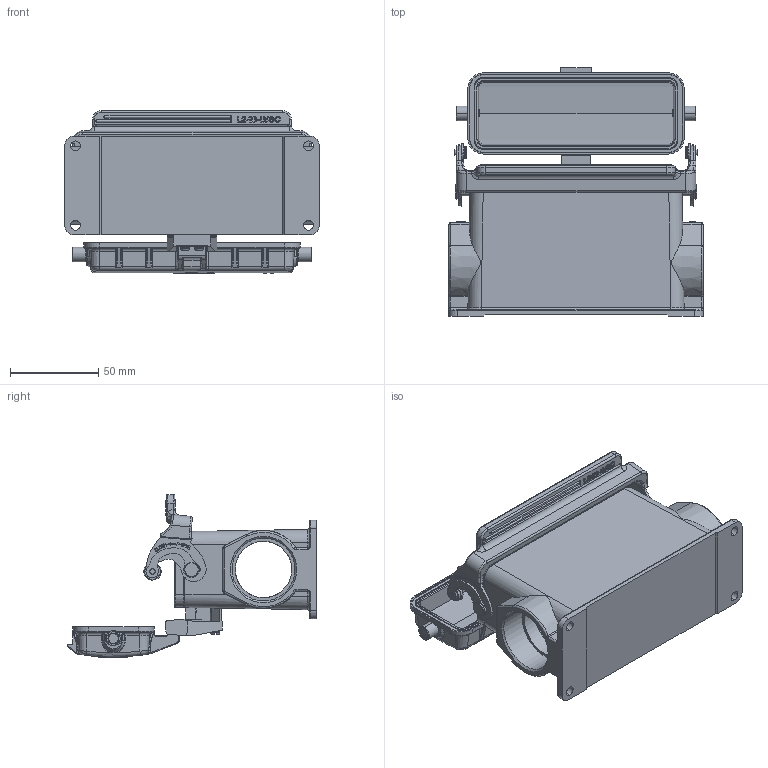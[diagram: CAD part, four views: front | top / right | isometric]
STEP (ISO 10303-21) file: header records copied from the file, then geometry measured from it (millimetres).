
FILE_DESCRIPTION(/* description */ (''),/* implementation_level */ '2;1');
FILE_NAME(/* name */ '3D_1240242615132_HV24B-SFH-1L_SC-MCV-2PG29_V1.1.stp',/* time_stamp */ '2024-01-15T10:16:40+08:00',/* author */ (''),/* organization */ (''),/* preprocessor_version */ 'ST-DEVELOPER v18.1',/* originating_system */ 'SIEMENS PLM Software NX 1980',/* authorisation */ '');
FILE_SCHEMA (('AUTOMOTIVE_DESIGN { 1 0 10303 214 3 1 1 1 }'));
Products named in the file (1): 14593F888800a4w7
Bounding box: 144 x 141.03 x 92.3 mm (x, y, z)
Volume: 224557.8 mm3; surface area: 108405.8 mm2
Topology: 18 solids, 33 shells, 2323 faces, 6063 edges, 3884 vertices
Faces by surface type: cylinder 949, plane 835, torus 276, bspline 121, cone 76, extrusion 45, sphere 21
Full cylindrical faces by diameter (mm): 4 x2, 32 x2, 35.6 x2
Entity records: 86785 total; most frequent: CARTESIAN_POINT 33827, ORIENTED_EDGE 12056, DIRECTION 9387, EDGE_CURVE 6028, VERTEX_POINT 3879, AXIS2_PLACEMENT_3D 3538, EDGE_LOOP 2487, B_SPLINE_CURVE_WITH_KNOTS 2380
